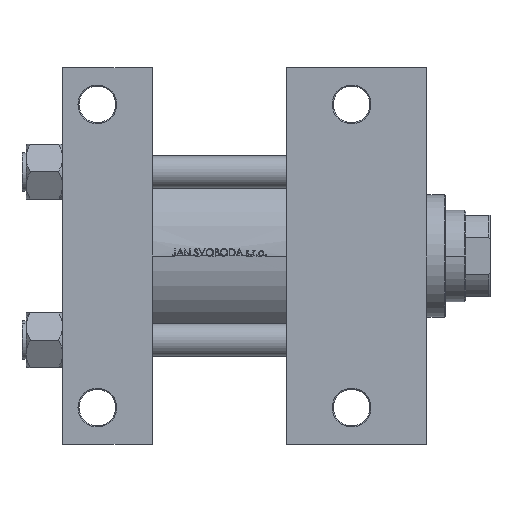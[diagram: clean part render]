
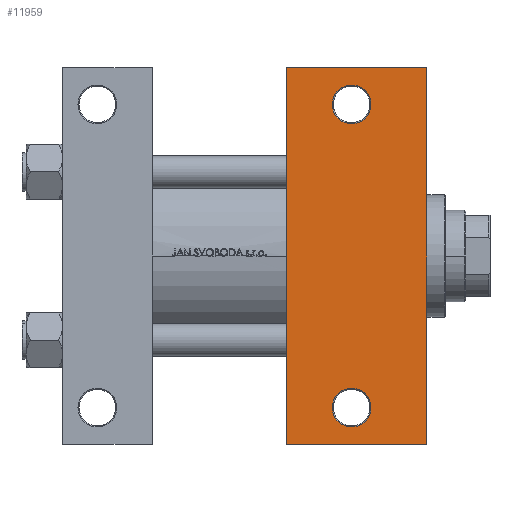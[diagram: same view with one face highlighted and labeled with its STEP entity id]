
A CAD part, front view. The second image highlights one B-rep face of the part: STEP entity #11959.
In plain terms, the highlighted face is planar.
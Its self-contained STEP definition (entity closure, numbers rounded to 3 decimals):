
#602 = VECTOR ( 'NONE', #1912, 1000. ) ;
#1205 = VERTEX_POINT ( 'NONE', #21528 ) ;
#1844 = LINE ( 'NONE', #17088, #25341 ) ;
#1912 = DIRECTION ( 'NONE',  ( 0., -1., 0. ) ) ;
#2680 = VERTEX_POINT ( 'NONE', #45152 ) ;
#3014 = CARTESIAN_POINT ( 'NONE',  ( 151.5, -74.5, -57.5 ) ) ;
#3107 = DIRECTION ( 'NONE',  ( 0., 1., 0. ) ) ;
#3355 = FACE_BOUND ( 'NONE', #19347, .T. ) ;
#4118 = CIRCLE ( 'NONE', #16899, 9.5 ) ;
#6194 = ORIENTED_EDGE ( 'NONE', *, *, #28249, .T. ) ;
#6643 = DIRECTION ( 'NONE',  ( 0., 1., 0. ) ) ;
#6922 = EDGE_CURVE ( 'NONE', #21376, #31846, #44307, .T. ) ;
#7216 = CARTESIAN_POINT ( 'NONE',  ( 142., 74.5, -57.5 ) ) ;
#8279 = LINE ( 'NONE', #15767, #25717 ) ;
#8386 = DIRECTION ( 'NONE',  ( 0., 1., 0. ) ) ;
#8937 = EDGE_CURVE ( 'NONE', #2680, #1205, #11631, .T. ) ;
#11631 = CIRCLE ( 'NONE', #12425, 9.5 ) ;
#11959 = ADVANCED_FACE ( 'NONE', ( #26091, #3355, #25597 ), #18588, .T. ) ;
#12425 = AXIS2_PLACEMENT_3D ( 'NONE', #18669, #26916, #26421 ) ;
#13849 = DIRECTION ( 'NONE',  ( 0., 0., -1. ) ) ;
#13888 = CARTESIAN_POINT ( 'NONE',  ( 142., -74.5, -57.5 ) ) ;
#14624 = EDGE_LOOP ( 'NONE', ( #29392, #22606 ) ) ;
#15332 = VERTEX_POINT ( 'NONE', #35090 ) ;
#15626 = CARTESIAN_POINT ( 'NONE',  ( 142., -74.5, -57.5 ) ) ;
#15767 = CARTESIAN_POINT ( 'NONE',  ( 110., 57.5, -57.5 ) ) ;
#16316 = VERTEX_POINT ( 'NONE', #39334 ) ;
#16899 = AXIS2_PLACEMENT_3D ( 'NONE', #13888, #25640, #6643 ) ;
#17088 = CARTESIAN_POINT ( 'NONE',  ( 110., 92.5, -57.5 ) ) ;
#18588 = PLANE ( 'NONE',  #49126 ) ;
#18625 = CARTESIAN_POINT ( 'NONE',  ( 110., -92.5, -57.5 ) ) ;
#18669 = CARTESIAN_POINT ( 'NONE',  ( 142., 74.5, -57.5 ) ) ;
#19347 = EDGE_LOOP ( 'NONE', ( #37519, #43773 ) ) ;
#20497 = CIRCLE ( 'NONE', #38033, 9.5 ) ;
#21363 = CARTESIAN_POINT ( 'NONE',  ( 179., 57.5, -57.5 ) ) ;
#21376 = VERTEX_POINT ( 'NONE', #3014 ) ;
#21528 = CARTESIAN_POINT ( 'NONE',  ( 151.5, 74.5, -57.5 ) ) ;
#22124 = DIRECTION ( 'NONE',  ( -1., 0., 0. ) ) ;
#22606 = ORIENTED_EDGE ( 'NONE', *, *, #26445, .T. ) ;
#23353 = EDGE_LOOP ( 'NONE', ( #45088, #6194, #24815, #26859 ) ) ;
#24815 = ORIENTED_EDGE ( 'NONE', *, *, #28753, .T. ) ;
#25141 = AXIS2_PLACEMENT_3D ( 'NONE', #15626, #30893, #8386 ) ;
#25341 = VECTOR ( 'NONE', #47569, 1000. ) ;
#25597 = FACE_OUTER_BOUND ( 'NONE', #23353, .T. ) ;
#25640 = DIRECTION ( 'NONE',  ( 0., 0., 1. ) ) ;
#25717 = VECTOR ( 'NONE', #31031, 1000. ) ;
#26091 = FACE_BOUND ( 'NONE', #14624, .T. ) ;
#26421 = DIRECTION ( 'NONE',  ( 0., 1., 0. ) ) ;
#26445 = EDGE_CURVE ( 'NONE', #1205, #2680, #20497, .T. ) ;
#26859 = ORIENTED_EDGE ( 'NONE', *, *, #47928, .T. ) ;
#26916 = DIRECTION ( 'NONE',  ( 0., 0., 1. ) ) ;
#28249 = EDGE_CURVE ( 'NONE', #35865, #16316, #1844, .T. ) ;
#28753 = EDGE_CURVE ( 'NONE', #16316, #43147, #48123, .T. ) ;
#29392 = ORIENTED_EDGE ( 'NONE', *, *, #8937, .T. ) ;
#29968 = DIRECTION ( 'NONE',  ( 0., 1., 0. ) ) ;
#30893 = DIRECTION ( 'NONE',  ( 0., 0., 1. ) ) ;
#31031 = DIRECTION ( 'NONE',  ( 0., -1., 0. ) ) ;
#31846 = VERTEX_POINT ( 'NONE', #40606 ) ;
#34470 = DIRECTION ( 'NONE',  ( 0., 0., 1. ) ) ;
#35090 = CARTESIAN_POINT ( 'NONE',  ( 110., -92.5, -57.5 ) ) ;
#35865 = VERTEX_POINT ( 'NONE', #40468 ) ;
#36888 = LINE ( 'NONE', #18625, #37620 ) ;
#37519 = ORIENTED_EDGE ( 'NONE', *, *, #48746, .T. ) ;
#37620 = VECTOR ( 'NONE', #22124, 1000. ) ;
#38033 = AXIS2_PLACEMENT_3D ( 'NONE', #7216, #34470, #29968 ) ;
#39334 = CARTESIAN_POINT ( 'NONE',  ( 179., 92.5, -57.5 ) ) ;
#40468 = CARTESIAN_POINT ( 'NONE',  ( 110., 92.5, -57.5 ) ) ;
#40606 = CARTESIAN_POINT ( 'NONE',  ( 132.5, -74.5, -57.5 ) ) ;
#43147 = VERTEX_POINT ( 'NONE', #45382 ) ;
#43671 = CARTESIAN_POINT ( 'NONE',  ( 179., 57.5, -57.5 ) ) ;
#43773 = ORIENTED_EDGE ( 'NONE', *, *, #6922, .T. ) ;
#44115 = EDGE_CURVE ( 'NONE', #35865, #15332, #8279, .T. ) ;
#44307 = CIRCLE ( 'NONE', #25141, 9.5 ) ;
#45088 = ORIENTED_EDGE ( 'NONE', *, *, #44115, .F. ) ;
#45152 = CARTESIAN_POINT ( 'NONE',  ( 132.5, 74.5, -57.5 ) ) ;
#45382 = CARTESIAN_POINT ( 'NONE',  ( 179., -92.5, -57.5 ) ) ;
#47569 = DIRECTION ( 'NONE',  ( 1., 0., 0. ) ) ;
#47928 = EDGE_CURVE ( 'NONE', #43147, #15332, #36888, .T. ) ;
#48123 = LINE ( 'NONE', #43671, #602 ) ;
#48746 = EDGE_CURVE ( 'NONE', #31846, #21376, #4118, .T. ) ;
#49126 = AXIS2_PLACEMENT_3D ( 'NONE', #21363, #13849, #3107 ) ;
